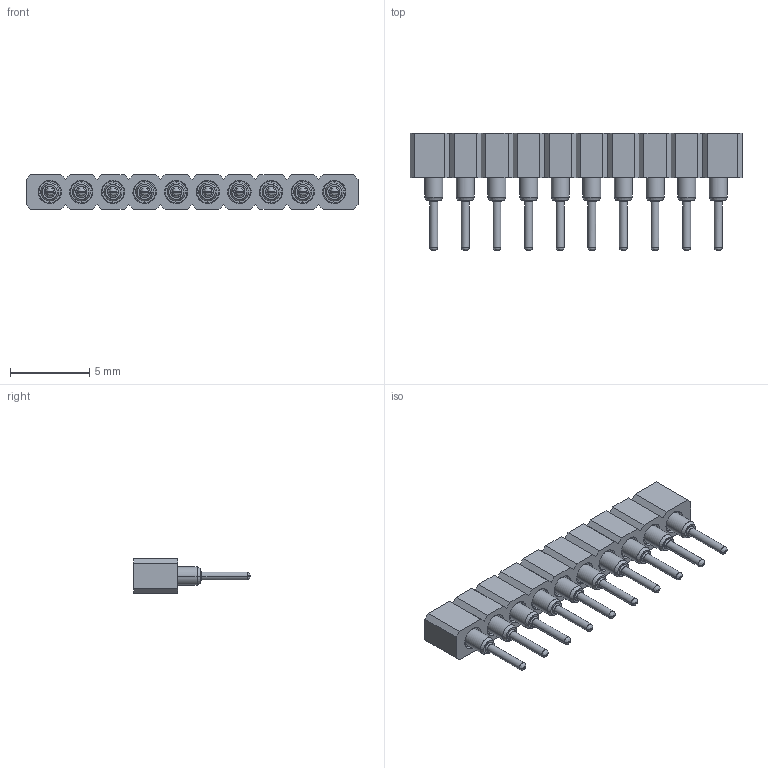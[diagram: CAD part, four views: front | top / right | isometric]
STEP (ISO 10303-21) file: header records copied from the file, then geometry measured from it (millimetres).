
FILE_DESCRIPTION( ('This file contains a STEP AP42 implementation' ,'as created by ZW3D STEP Interface translator.') ,'2;1' );
FILE_NAME( '3522-281XXSXX074X1.stp' ,'231014.15 140', (''), ('ZWCAD Software Co.'), 'Version 1.0', 'ZW3D to STEP translator', '' );
FILE_SCHEMA(('AUTOMOTIVE_DESIGN { 1 0 10303 214 1 1 1 1 }'));
Length unit declared in the file: millimetre
Products named in the file (2): 0; 3522-28120SXX074X1
Bounding box: 21 x 7.4 x 2.2 mm (x, y, z)
Volume: 111.9 mm3; surface area: 720.6 mm2
Topology: 1 solids, 11 shells, 874 faces, 2146 edges, 1304 vertices
Faces by surface type: bspline 320, plane 284, cone 230, cylinder 40
Entity records: 46598 total; most frequent: CARTESIAN_POINT 30981, ORIENTED_EDGE 4312, EDGE_CURVE 2116, B_SPLINE_CURVE_WITH_KNOTS 2016, VERTEX_POINT 1304, DIRECTION 1110, EDGE_LOOP 934, FACE_OUTER_BOUND 874
